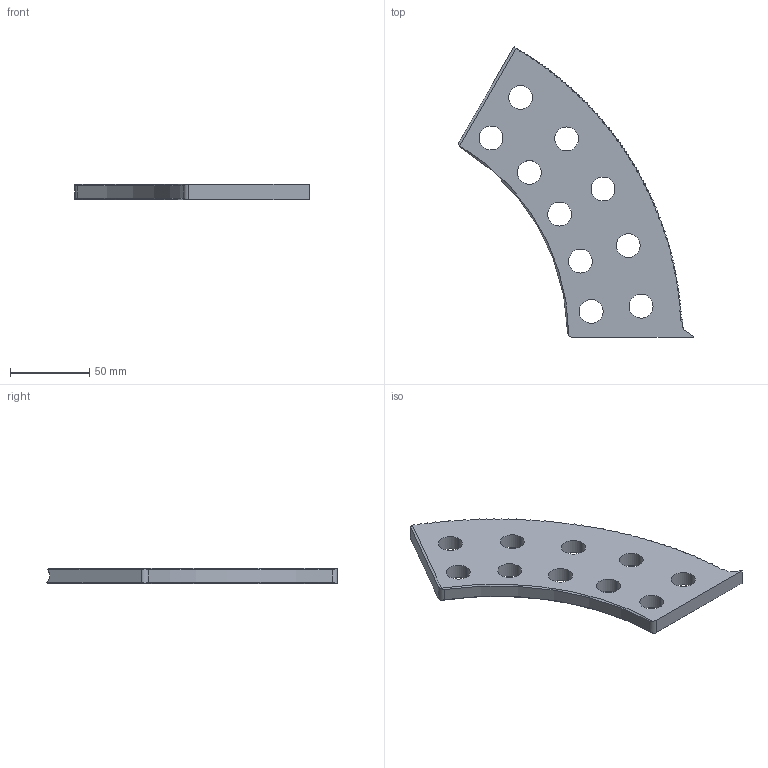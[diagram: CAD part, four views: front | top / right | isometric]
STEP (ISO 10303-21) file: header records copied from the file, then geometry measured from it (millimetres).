
FILE_DESCRIPTION (( 'STEP AP203' ), '1' );
FILE_NAME ('M7536-S.STEP', '2022-04-20T20:55:01', ( '' ), ( '' ), 'SwSTEP 2.0', 'SolidWorks 2020', '' );
FILE_SCHEMA (( 'CONFIG_CONTROL_DESIGN' ));
Length unit declared in the file: inch
Products named in the file (1): M7536-S
Bounding box: 148.14 x 183.53 x 9.49 mm (x, y, z)
Volume: 106237.6 mm3; surface area: 32404.9 mm2
Topology: 1 solids, 1 shells, 128 faces, 378 edges, 252 vertices
Faces by surface type: sphere 92, cylinder 24, plane 8, torus 2, cone 2
Entity records: 5990 total; most frequent: CARTESIAN_POINT 2417, DIRECTION 773, ORIENTED_EDGE 756, EDGE_CURVE 378, AXIS2_PLACEMENT_3D 368, VERTEX_POINT 252, CIRCLE 239, EDGE_LOOP 148
